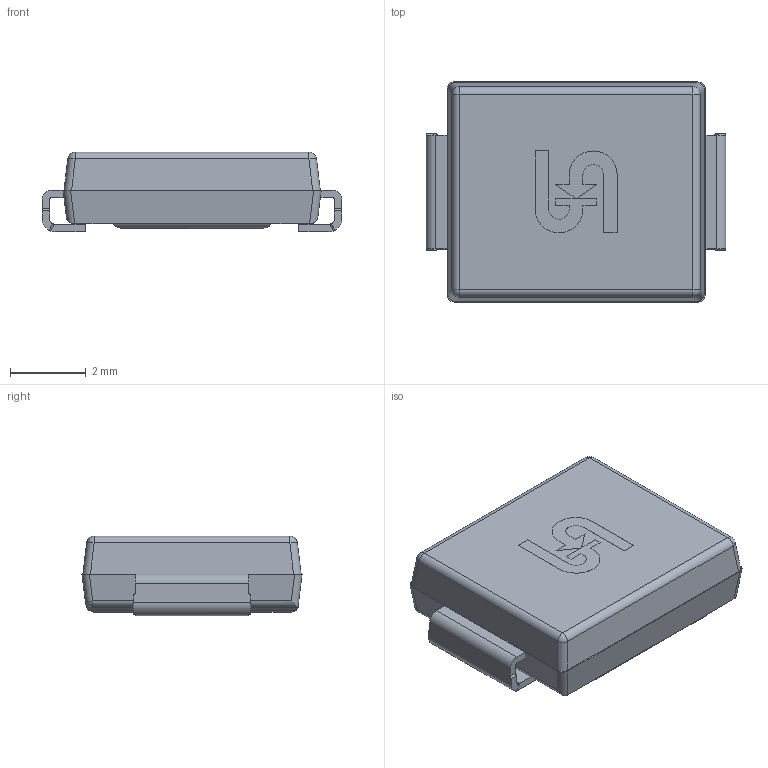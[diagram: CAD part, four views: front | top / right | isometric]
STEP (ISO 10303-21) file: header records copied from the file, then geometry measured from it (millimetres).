
FILE_DESCRIPTION(/* description */ (''),/* implementation_level */ '2;1');
FILE_NAME(/* name */ 'Matrix SMC Outline Structure.stp',/* time_stamp */ '2020-04-24T10:17:57+08:00',/* author */ ('he.song'),/* organization */ (''),/* preprocessor_version */ 'ST-DEVELOPER v16.13',/* originating_system */ 'Autodesk Inventor 2018',/* authorisation */ '');
FILE_SCHEMA (('AUTOMOTIVE_DESIGN { 1 0 10303 214 3 1 1 }'));
Length unit declared in the file: millimetre
Products named in the file (4): Matrix SMC-S3J; Matrix SMC LF1; Matrix SMC Body; 印字
Assembly tree (3 placements, depth 2):
  Matrix SMC-S3J
    Matrix SMC LF1
    Matrix SMC Body
    印字
Bounding box: 7.9 x 5.8 x 2.1 mm (x, y, z)
Volume: 76 mm3; surface area: 155.8 mm2
Topology: 5 solids, 5 shells, 112 faces, 285 edges, 183 vertices
Faces by surface type: plane 68, cylinder 39, sphere 5
Entity records: 3595 total; most frequent: CARTESIAN_POINT 672, DIRECTION 594, ORIENTED_EDGE 572, EDGE_CURVE 285, AXIS2_PLACEMENT_3D 199, LINE 196, VECTOR 196, VERTEX_POINT 183
